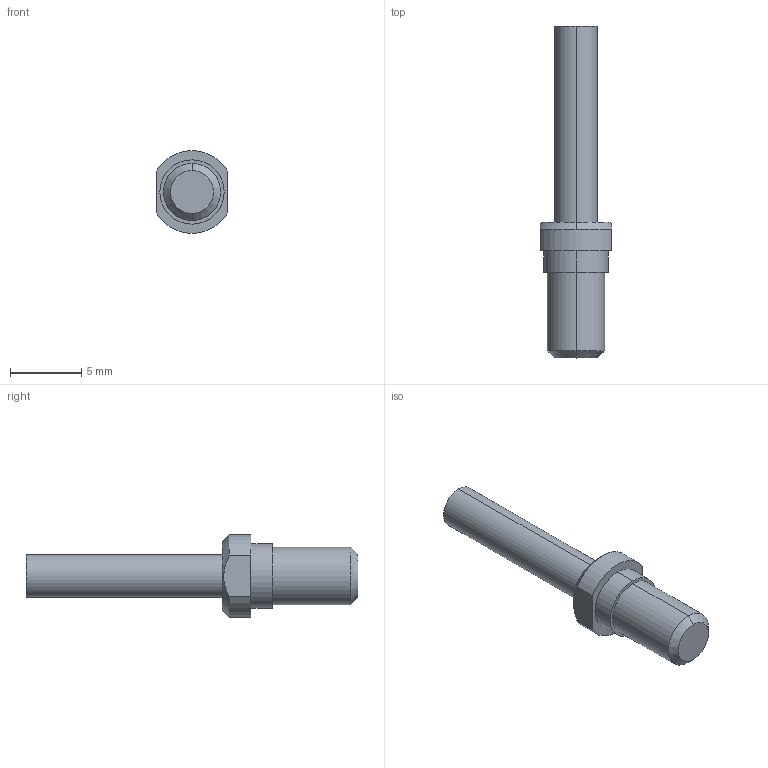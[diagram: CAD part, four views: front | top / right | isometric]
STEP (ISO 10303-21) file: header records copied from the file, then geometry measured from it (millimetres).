
FILE_DESCRIPTION (( 'STEP AP203' ), '1' );
FILE_NAME ('ID57-1418-02_Embout rupteur_A.STEP', '2021-11-25T22:29:25', ( '' ), ( '' ), 'SwSTEP 2.0', 'SolidWorks 2018', '' );
FILE_SCHEMA (( 'CONFIG_CONTROL_DESIGN' ));
Length unit declared in the file: millimetre
Products named in the file (1): ID57-1418-02_Embout rupteur_A
Bounding box: 5 x 23.25 x 5.8 mm (x, y, z)
Volume: 243.1 mm3; surface area: 303.1 mm2
Topology: 1 solids, 1 shells, 20 faces, 42 edges, 27 vertices
Faces by surface type: cylinder 9, plane 7, cone 4
Entity records: 640 total; most frequent: CARTESIAN_POINT 112, DIRECTION 105, ORIENTED_EDGE 84, AXIS2_PLACEMENT_3D 44, EDGE_CURVE 42, VERTEX_POINT 27, CIRCLE 23, EDGE_LOOP 23
